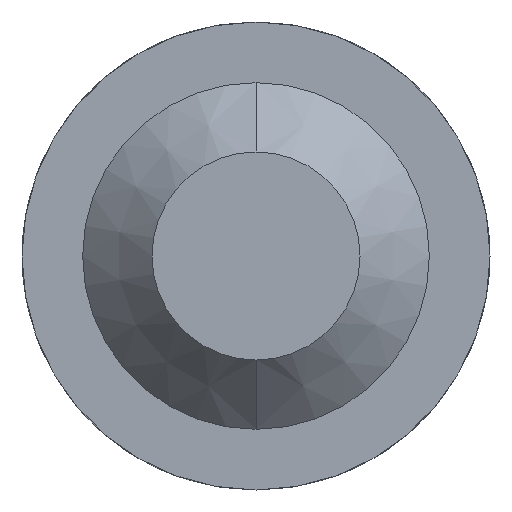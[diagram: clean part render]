
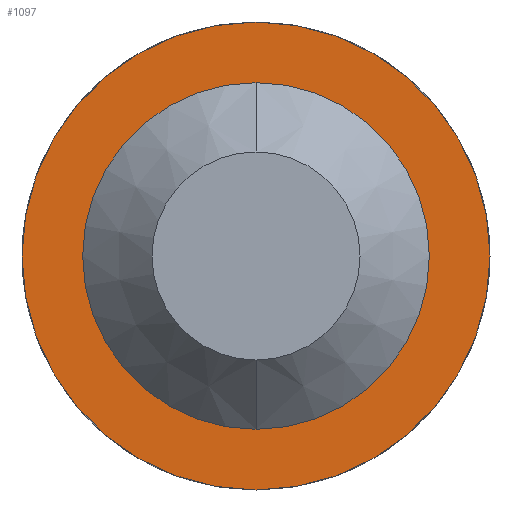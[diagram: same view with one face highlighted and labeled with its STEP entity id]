
A CAD part, front view. The second image highlights one B-rep face of the part: STEP entity #1097.
In plain terms, the highlighted planar face has unit normal (0, -1, 0).
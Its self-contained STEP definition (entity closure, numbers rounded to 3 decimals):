
#31 = CARTESIAN_POINT ( 'NONE',  ( 0., 12., -0.5 ) ) ;
#78 = VERTEX_POINT ( 'NONE', #31 ) ;
#302 = DIRECTION ( 'NONE',  ( 0., -1., 0. ) ) ;
#333 = CARTESIAN_POINT ( 'NONE',  ( 0., 12., 0. ) ) ;
#445 = EDGE_LOOP ( 'NONE', ( #3687, #1286 ) ) ;
#546 = PLANE ( 'NONE',  #2065 ) ;
#594 = EDGE_CURVE ( 'Defeature ausgef�hrt2_3+Defeature ausgef�hrt2_4+Defeature ausgef�hrt2_4+Defeature ausgef�hrt2_4', #1236, #4511, #4159, .T. ) ;
#701 = DIRECTION ( 'NONE',  ( 0., 0., -1. ) ) ;
#709 = DIRECTION ( 'NONE',  ( 0., 0., -1. ) ) ;
#791 = CIRCLE ( 'NONE', #2546, 0.675 ) ;
#888 = DIRECTION ( 'NONE',  ( 0., 0., -1. ) ) ;
#1049 = VERTEX_POINT ( 'NONE', #4044 ) ;
#1097 = ADVANCED_FACE ( 'Defeature ausgef�hrt2_3', ( #1864, #2712 ), #546, .T. ) ;
#1211 = ORIENTED_EDGE ( 'NONE', *, *, #1377, .T. ) ;
#1236 = VERTEX_POINT ( 'NONE', #3788 ) ;
#1286 = ORIENTED_EDGE ( 'NONE', *, *, #1774, .F. ) ;
#1377 = EDGE_CURVE ( 'Defeature ausgef�hrt2_3+Defeature ausgef�hrt2_4+Defeature ausgef�hrt2_4+Defeature ausgef�hrt2_4', #4511, #1236, #791, .T. ) ;
#1609 = DIRECTION ( 'NONE',  ( 0., -1., 0. ) ) ;
#1612 = EDGE_LOOP ( 'NONE', ( #1211, #2168 ) ) ;
#1640 = CARTESIAN_POINT ( 'NONE',  ( 0., 12., 0. ) ) ;
#1774 = EDGE_CURVE ( 'Defeature ausgef�hrt2_1+Defeature ausgef�hrt2_3+Defeature ausgef�hrt2_3+Defeature ausgef�hrt2_3', #1049, #78, #3349, .T. ) ;
#1775 = CARTESIAN_POINT ( 'NONE',  ( 0., 12., 0. ) ) ;
#1795 = DIRECTION ( 'NONE',  ( 0., 0., -1. ) ) ;
#1864 = FACE_OUTER_BOUND ( 'NONE', #1612, .T. ) ;
#1899 = CIRCLE ( 'NONE', #2210, 0.5 ) ;
#1921 = DIRECTION ( 'NONE',  ( 0., 0., -1. ) ) ;
#2065 = AXIS2_PLACEMENT_3D ( 'NONE', #4157, #1609, #1921 ) ;
#2168 = ORIENTED_EDGE ( 'NONE', *, *, #594, .T. ) ;
#2210 = AXIS2_PLACEMENT_3D ( 'NONE', #1775, #3954, #1795 ) ;
#2546 = AXIS2_PLACEMENT_3D ( 'NONE', #333, #3654, #701 ) ;
#2677 = CARTESIAN_POINT ( 'NONE',  ( 0., 12., -0.675 ) ) ;
#2712 = FACE_BOUND ( 'NONE', #445, .T. ) ;
#2796 = AXIS2_PLACEMENT_3D ( 'NONE', #3182, #302, #709 ) ;
#3182 = CARTESIAN_POINT ( 'NONE',  ( 0., 12., 0. ) ) ;
#3349 = CIRCLE ( 'NONE', #2796, 0.5 ) ;
#3515 = AXIS2_PLACEMENT_3D ( 'NONE', #1640, #3846, #888 ) ;
#3654 = DIRECTION ( 'NONE',  ( 0., -1., 0. ) ) ;
#3687 = ORIENTED_EDGE ( 'NONE', *, *, #4183, .F. ) ;
#3788 = CARTESIAN_POINT ( 'NONE',  ( 0., 12., 0.675 ) ) ;
#3846 = DIRECTION ( 'NONE',  ( 0., -1., 0. ) ) ;
#3954 = DIRECTION ( 'NONE',  ( 0., -1., 0. ) ) ;
#4044 = CARTESIAN_POINT ( 'NONE',  ( 0., 12., 0.5 ) ) ;
#4157 = CARTESIAN_POINT ( 'NONE',  ( 0.5, 12., 0. ) ) ;
#4159 = CIRCLE ( 'NONE', #3515, 0.675 ) ;
#4183 = EDGE_CURVE ( 'Defeature ausgef�hrt2_1+Defeature ausgef�hrt2_3+Defeature ausgef�hrt2_3+Defeature ausgef�hrt2_3', #78, #1049, #1899, .T. ) ;
#4511 = VERTEX_POINT ( 'NONE', #2677 ) ;
